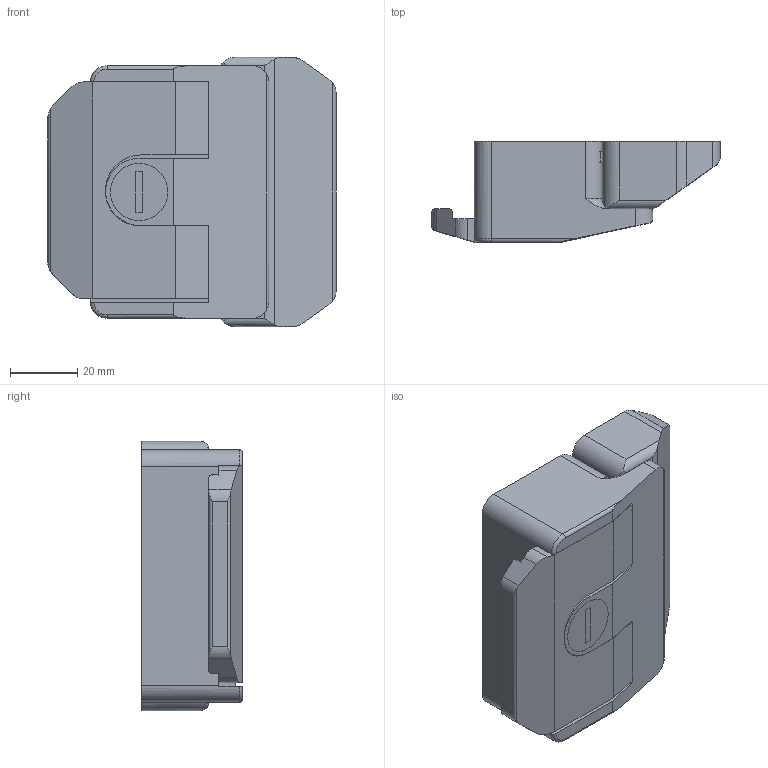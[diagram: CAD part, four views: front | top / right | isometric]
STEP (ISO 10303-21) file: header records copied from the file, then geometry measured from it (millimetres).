
FILE_DESCRIPTION(/* description */ (''),/* implementation_level */ '2;1');
FILE_NAME(/* name */ 'ZI-1620_Fallenverschluß_gleich-8.stp',/* time_stamp */ '2020-07-20T16:14:12+02:00',/* author */ ('jmaun'),/* organization */ (''),/* preprocessor_version */ 'ST-DEVELOPER v17',/* originating_system */ 'Autodesk Inventor 2019',/* authorisation */ '');
FILE_SCHEMA (('AUTOMOTIVE_DESIGN { 1 0 10303 214 3 1 1 }'));
Length unit declared in the file: millimetre
Products named in the file (4): ZI-1620_Fallenverschluß_gleich-8; 1; 2; 3
Assembly tree (3 placements, depth 2):
  ZI-1620_Fallenverschluß_gleich-8
    1
    2
    3
Bounding box: 85.61 x 30 x 80 mm (x, y, z)
Volume: 107294.4 mm3; surface area: 34906.6 mm2
Topology: 3 solids, 3 shells, 163 faces, 452 edges, 300 vertices
Faces by surface type: plane 115, cylinder 44, torus 4
Full cylindrical faces by diameter (mm): 17 x1
Entity records: 5511 total; most frequent: CARTESIAN_POINT 1036, ORIENTED_EDGE 904, DIRECTION 858, EDGE_CURVE 452, LINE 350, VECTOR 350, VERTEX_POINT 300, AXIS2_PLACEMENT_3D 254
